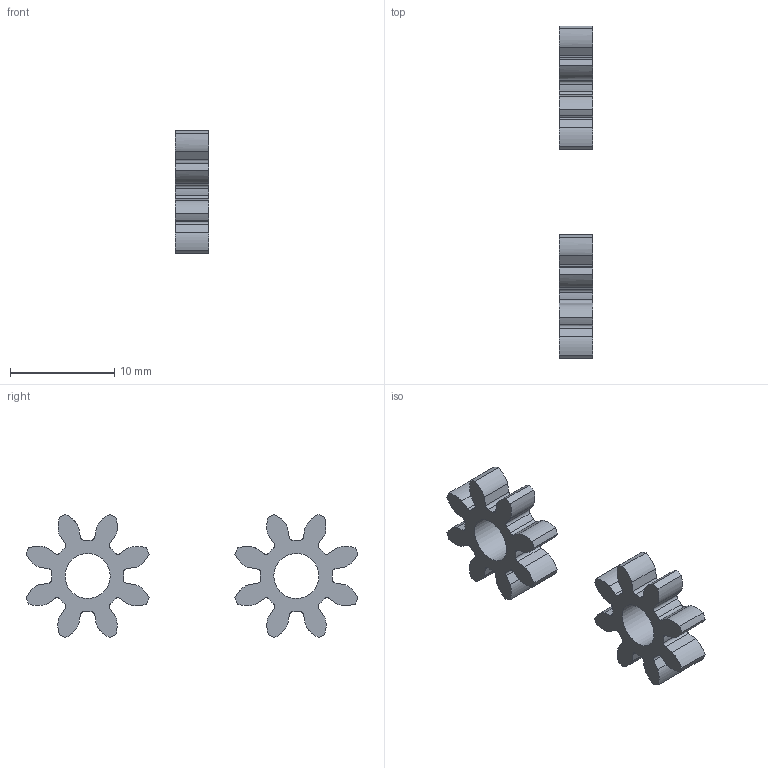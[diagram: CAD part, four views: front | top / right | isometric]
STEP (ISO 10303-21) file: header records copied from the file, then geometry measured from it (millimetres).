
FILE_DESCRIPTION(/* description */ (''),/* implementation_level */ '2;1');
FILE_NAME(/* name */ 'Slave Tigear Nut.step',/* time_stamp */ '2020-08-02T13:53:41-04:00',/* author */ (''),/* organization */ (''),/* preprocessor_version */ 'ST-DEVELOPER v18.1',/* originating_system */ 'Autodesk Translation Framework v9.3.0.1241',/* authorisation */ '');
FILE_SCHEMA (('AUTOMOTIVE_DESIGN { 1 0 10303 214 3 1 1 }'));
Length unit declared in the file: inch
Products named in the file (1): Slave Tigear Nut
Bounding box: 3.17 x 31.8 x 11.8 mm (x, y, z)
Volume: 378.2 mm3; surface area: 720.4 mm2
Topology: 2 solids, 2 shells, 134 faces, 390 edges, 260 vertices
Faces by surface type: cylinder 66, plane 36, bspline 32
Full cylindrical faces by diameter (mm): 4.318 x2
Entity records: 13692 total; most frequent: CARTESIAN_POINT 10289, ORIENTED_EDGE 780, DIRECTION 664, EDGE_CURVE 390, VERTEX_POINT 260, AXIS2_PLACEMENT_3D 235, LINE 194, VECTOR 194
